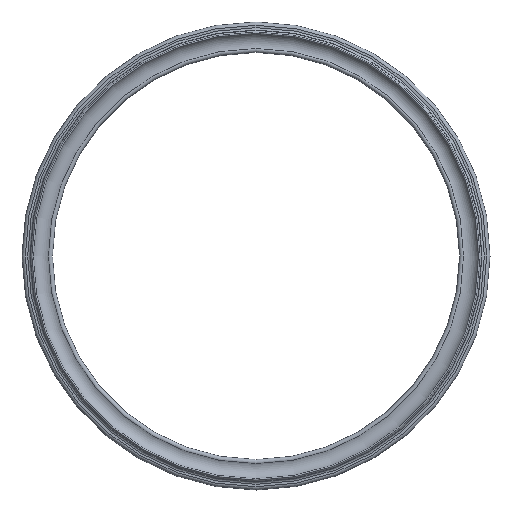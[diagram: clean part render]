
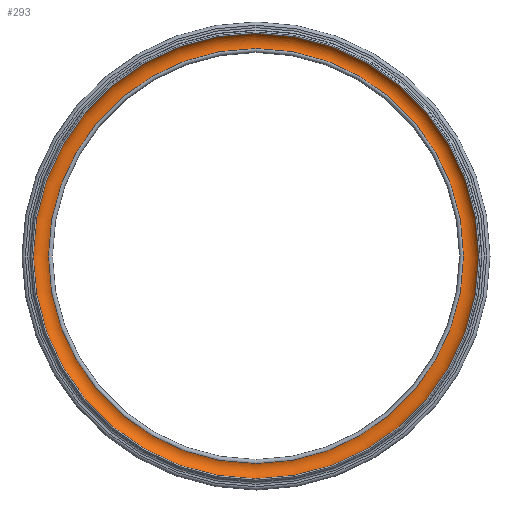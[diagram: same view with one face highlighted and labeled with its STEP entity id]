
A CAD part, left-side view. The second image highlights one B-rep face of the part: STEP entity #293.
In plain terms, the highlighted toroidal (fillet/blend) face has major radius 305.062 mm and minor radius 16.347 mm.
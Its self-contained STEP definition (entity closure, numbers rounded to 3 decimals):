
#22=TOROIDAL_SURFACE('',#345,305.062,16.347);
#36=FACE_OUTER_BOUND('',#54,.T.);
#54=EDGE_LOOP('',(#207,#208,#209,#210));
#87=CIRCLE('',#343,319.942);
#89=CIRCLE('',#346,16.347);
#90=CIRCLE('',#347,297.857);
#124=VERTEX_POINT('',#528);
#125=VERTEX_POINT('',#532);
#153=EDGE_CURVE('',#124,#124,#87,.T.);
#155=EDGE_CURVE('',#124,#125,#89,.T.);
#156=EDGE_CURVE('',#125,#125,#90,.T.);
#207=ORIENTED_EDGE('',*,*,#153,.T.);
#208=ORIENTED_EDGE('',*,*,#155,.T.);
#209=ORIENTED_EDGE('',*,*,#156,.F.);
#210=ORIENTED_EDGE('',*,*,#155,.F.);
#293=ADVANCED_FACE('',(#36),#22,.F.);
#343=AXIS2_PLACEMENT_3D('',#529,#416,#417);
#345=AXIS2_PLACEMENT_3D('',#531,#420,#421);
#346=AXIS2_PLACEMENT_3D('',#533,#422,#423);
#347=AXIS2_PLACEMENT_3D('',#534,#424,#425);
#416=DIRECTION('center_axis',(-1.,0.,0.));
#417=DIRECTION('ref_axis',(0.,0.,1.));
#420=DIRECTION('center_axis',(-1.,0.,0.));
#421=DIRECTION('ref_axis',(0.,0.,1.));
#422=DIRECTION('center_axis',(0.,-1.,0.));
#423=DIRECTION('ref_axis',(0.,0.,-1.));
#424=DIRECTION('center_axis',(-1.,0.,0.));
#425=DIRECTION('ref_axis',(0.,0.,1.));
#528=CARTESIAN_POINT('',(-15.759,0.,-319.942));
#529=CARTESIAN_POINT('Origin',(-15.759,0.,
0.));
#531=CARTESIAN_POINT('Origin',(-22.528,0.,0.));
#532=CARTESIAN_POINT('',(-7.854,0.,-297.857));
#533=CARTESIAN_POINT('Origin',(-22.528,0.,-305.062));
#534=CARTESIAN_POINT('Origin',(-7.854,0.,
0.));
